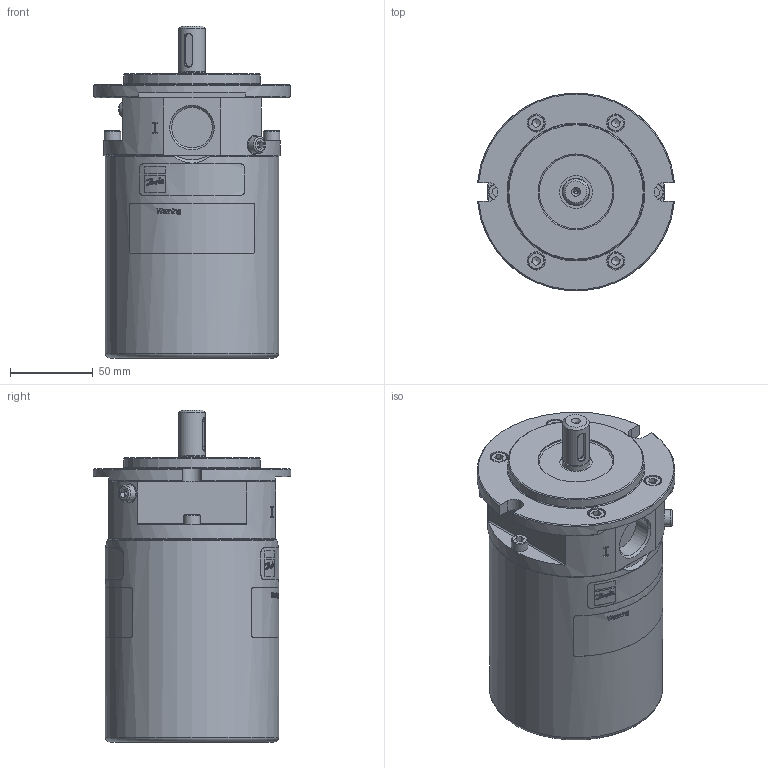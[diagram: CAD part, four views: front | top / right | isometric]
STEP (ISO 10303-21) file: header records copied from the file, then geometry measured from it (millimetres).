
FILE_DESCRIPTION(/* description */ (''),/* implementation_level */ '2;1');
FILE_NAME(/* name */ '180B3043_A.stp',/* time_stamp */ '2013-10-23T10:27:43+02:00',/* author */ (''),/* organization */ (''),/* preprocessor_version */ 'ST-DEVELOPER v11',/* originating_system */ 'SIEMENS PLM Software NX 7.5',/* authorisation */ '');
FILE_SCHEMA (('CONFIG_CONTROL_DESIGN'));
Length unit declared in the file: millimetre
Products named in the file (1): f3420EED40pr
Bounding box: 119.28 x 119.41 x 201 mm (x, y, z)
Volume: 1456615.5 mm3; surface area: 87247.1 mm2
Topology: 1 solids, 1 shells, 720 faces, 1876 edges, 1228 vertices
Faces by surface type: plane 352, extrusion 202, cylinder 119, cone 29, torus 16, bspline 2
Full cylindrical faces by diameter (mm): 2.5 x1, 5 x2, 5.06 x1, 5.2 x1, 10 x8, 11 x4, 11.5 x1, 11.6 x1, 12.3 x1, 15.99 x1, 16.5 x1, 20 x1, 24.5 x2, 46 x1, 82.52 x1, 105 x1
Entity records: 29982 total; most frequent: CARTESIAN_POINT 13253, ORIENTED_EDGE 3568, DIRECTION 2948, EDGE_CURVE 1784, VERTEX_POINT 1206, VECTOR 1026, AXIS2_PLACEMENT_3D 961, EDGE_LOOP 851
